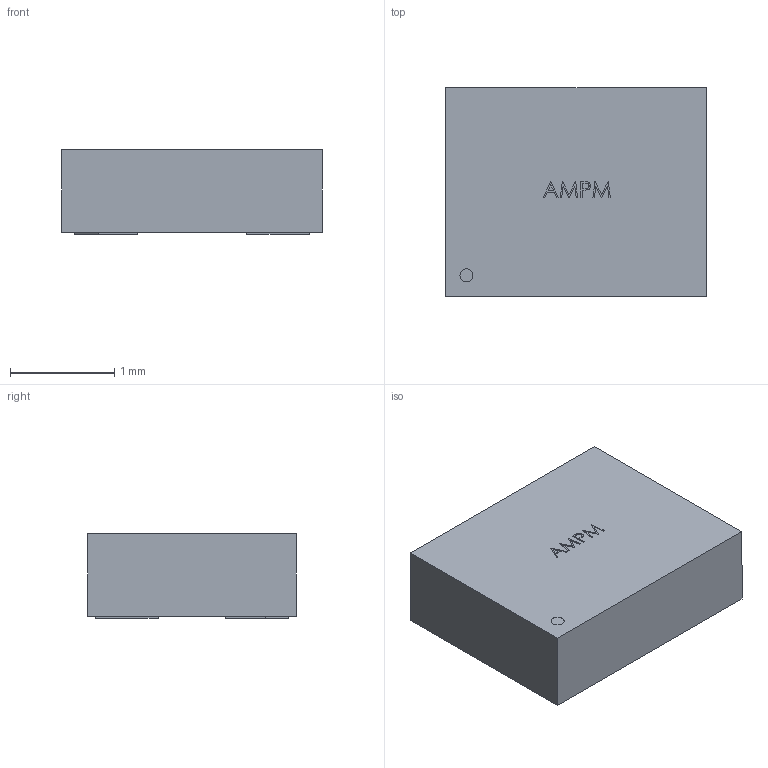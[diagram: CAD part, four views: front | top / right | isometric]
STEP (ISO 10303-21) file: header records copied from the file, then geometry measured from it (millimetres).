
FILE_DESCRIPTION(/* description */ (''),/* implementation_level */ '2;1');
FILE_NAME(/* name */ 'AMPM v3.step',/* time_stamp */ '2021-02-07T16:11:04+02:00',/* author */ (''),/* organization */ (''),/* preprocessor_version */ 'ST-DEVELOPER v18.1',/* originating_system */ 'Autodesk Translation Framework v9.7.1.1290',/* authorisation */ '');
FILE_SCHEMA (('AUTOMOTIVE_DESIGN { 1 0 10303 214 3 1 1 }'));
Length unit declared in the file: millimetre
Products named in the file (2): AMPM; AMPM_2.5 x 2.0 mm
Assembly tree (1 placements, depth 2):
  AMPM
    AMPM_2.5 x 2.0 mm
Bounding box: 2.5 x 2 x 0.81 mm (x, y, z)
Volume: 4 mm3; surface area: 17.3 mm2
Topology: 1 solids, 1 shells, 86 faces, 219 edges, 146 vertices
Faces by surface type: plane 79, bspline 6, cylinder 1
Full cylindrical faces by diameter (mm): 0.125 x1
Entity records: 2972 total; most frequent: CARTESIAN_POINT 828, ORIENTED_EDGE 438, DIRECTION 375, EDGE_CURVE 219, LINE 205, VECTOR 205, VERTEX_POINT 146, EDGE_LOOP 97
